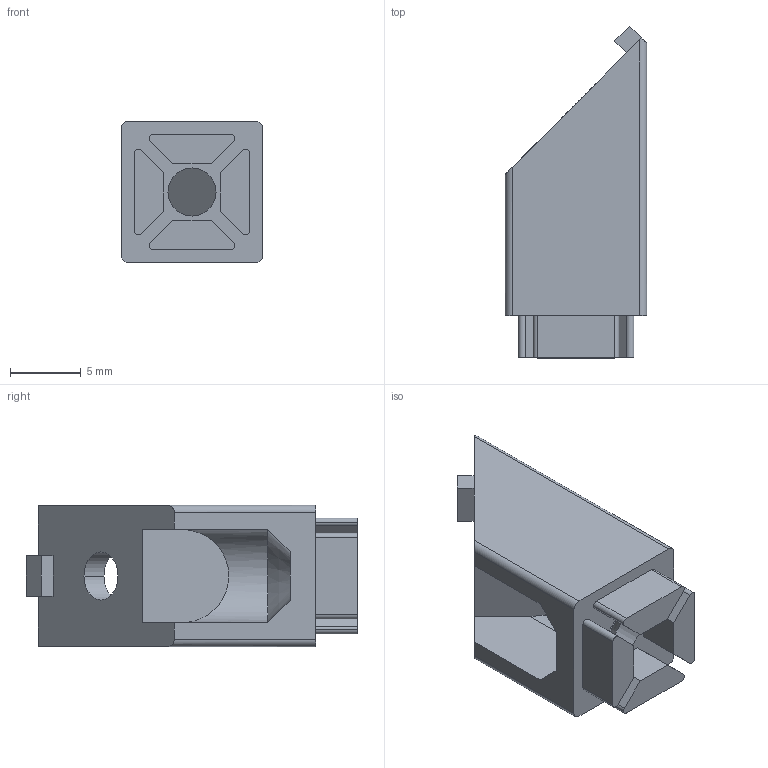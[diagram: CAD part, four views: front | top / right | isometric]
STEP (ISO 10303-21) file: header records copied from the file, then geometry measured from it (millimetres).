
FILE_DESCRIPTION (( 'STEP AP203' ), '1' );
FILE_NAME ('45僅訇嶺.STEP', '2025-04-16T06:41:34', ( '' ), ( '' ), 'SwSTEP 2.0', 'SolidWorks 2022', '' );
FILE_SCHEMA (( 'CONFIG_CONTROL_DESIGN' ));
Length unit declared in the file: millimetre
Products named in the file (1): 45僅訇嶺
Bounding box: 10 x 23.5 x 10 mm (x, y, z)
Volume: 1053.8 mm3; surface area: 1228 mm2
Topology: 1 solids, 1 shells, 62 faces, 162 edges, 106 vertices
Faces by surface type: plane 40, cylinder 21, cone 1
Entity records: 1978 total; most frequent: CARTESIAN_POINT 358, ORIENTED_EDGE 324, DIRECTION 314, EDGE_CURVE 162, VECTOR 118, LINE 118, VERTEX_POINT 106, AXIS2_PLACEMENT_3D 98
